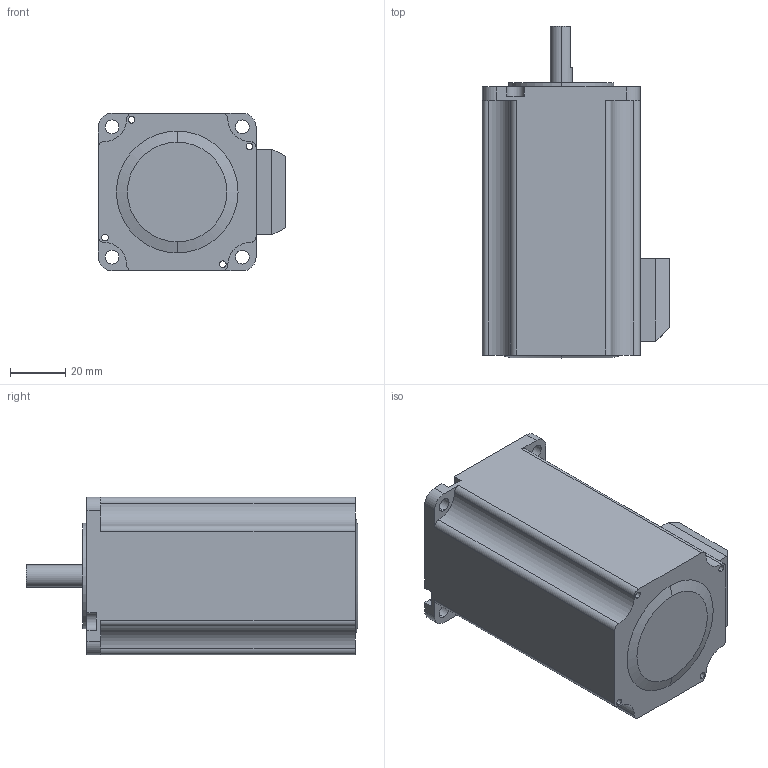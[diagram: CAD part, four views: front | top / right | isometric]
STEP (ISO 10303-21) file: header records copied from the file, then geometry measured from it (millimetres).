
FILE_DESCRIPTION (( 'STEP AP214' ), '1' );
FILE_NAME ('57AME23-E1£¨57HTM76D-D0822-001£©.STEP', '2020-11-05T11:59:58', ( '' ), ( '' ), 'SwSTEP 2.0', 'SolidWorks 2014', '' );
FILE_SCHEMA (( 'AUTOMOTIVE_DESIGN' ));
Length unit declared in the file: millimetre
Products named in the file (1): 57AME23-E1（57HTM76D-D0822-001）
Bounding box: 67.7 x 120 x 57 mm (x, y, z)
Volume: 290656.6 mm3; surface area: 31733.6 mm2
Topology: 1 solids, 1 shells, 84 faces, 228 edges, 152 vertices
Faces by surface type: cylinder 45, plane 37, cone 2
Entity records: 2754 total; most frequent: DIRECTION 494, CARTESIAN_POINT 465, ORIENTED_EDGE 456, EDGE_CURVE 228, AXIS2_PLACEMENT_3D 181, VERTEX_POINT 152, LINE 132, VECTOR 132
